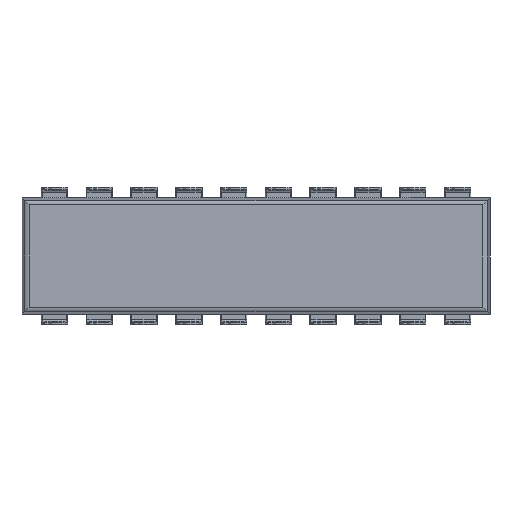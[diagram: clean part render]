
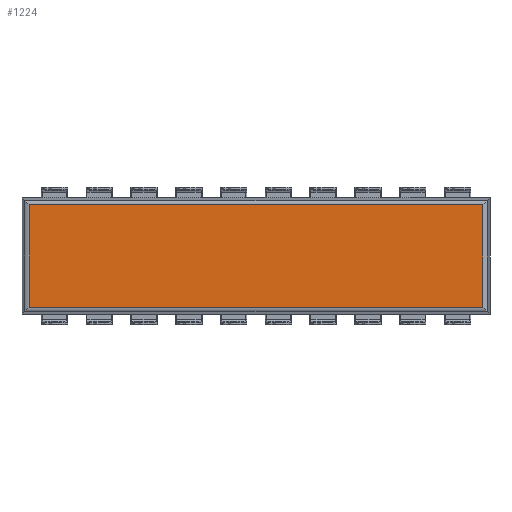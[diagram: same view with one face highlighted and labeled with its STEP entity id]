
A CAD part, front view. The second image highlights one B-rep face of the part: STEP entity #1224.
In plain terms, the highlighted face is planar.
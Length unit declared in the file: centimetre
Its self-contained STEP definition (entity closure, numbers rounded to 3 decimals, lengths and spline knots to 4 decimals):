
#91 = EDGE_CURVE ( 'NONE', #4447, #904, #588, .T. ) ;
#97 = ORIENTED_EDGE ( 'NONE', *, *, #720, .T. ) ;
#134 = EDGE_LOOP ( 'NONE', ( #1017, #97, #4080, #721 ) ) ;
#502 = FACE_OUTER_BOUND ( 'NONE', #134, .T. ) ;
#561 = VERTEX_POINT ( 'NONE', #2004 ) ;
#588 = LINE ( 'NONE', #4849, #4480 ) ;
#720 = EDGE_CURVE ( 'NONE', #904, #3711, #3571, .T. ) ;
#721 = ORIENTED_EDGE ( 'NONE', *, *, #4033, .T. ) ;
#822 = CARTESIAN_POINT ( 'NONE',  ( 0., 0.29, 0.038 ) ) ;
#904 = VERTEX_POINT ( 'NONE', #3765 ) ;
#981 = CARTESIAN_POINT ( 'NONE',  ( 0., -0.29, 0.038 ) ) ;
#1017 = ORIENTED_EDGE ( 'NONE', *, *, #91, .T. ) ;
#1146 = CARTESIAN_POINT ( 'NONE',  ( 1.287, 0.29, 0.038 ) ) ;
#1186 = VECTOR ( 'NONE', #2513, 100. ) ;
#1224 = ADVANCED_FACE ( 'NONE', ( #502 ), #3911, .T. ) ;
#1572 = EDGE_CURVE ( 'NONE', #3711, #561, #2196, .T. ) ;
#2004 = CARTESIAN_POINT ( 'NONE',  ( -1.287, 0.29, 0.038 ) ) ;
#2039 = CARTESIAN_POINT ( 'NONE',  ( 0., -0.33, 0.038 ) ) ;
#2196 = LINE ( 'NONE', #2897, #1186 ) ;
#2368 = VECTOR ( 'NONE', #3836, 100. ) ;
#2416 = DIRECTION ( 'NONE',  ( -1., 0., 0. ) ) ;
#2513 = DIRECTION ( 'NONE',  ( 0., 1., 0. ) ) ;
#2562 = VECTOR ( 'NONE', #4002, 100. ) ;
#2897 = CARTESIAN_POINT ( 'NONE',  ( -1.287, -0.33, 0.038 ) ) ;
#3355 = LINE ( 'NONE', #822, #2368 ) ;
#3571 = LINE ( 'NONE', #981, #2562 ) ;
#3711 = VERTEX_POINT ( 'NONE', #3833 ) ;
#3765 = CARTESIAN_POINT ( 'NONE',  ( 1.287, -0.29, 0.038 ) ) ;
#3833 = CARTESIAN_POINT ( 'NONE',  ( -1.287, -0.29, 0.038 ) ) ;
#3836 = DIRECTION ( 'NONE',  ( 1., 0., 0. ) ) ;
#3911 = PLANE ( 'NONE',  #4469 ) ;
#4002 = DIRECTION ( 'NONE',  ( -1., 0., 0. ) ) ;
#4033 = EDGE_CURVE ( 'NONE', #561, #4447, #3355, .T. ) ;
#4080 = ORIENTED_EDGE ( 'NONE', *, *, #1572, .T. ) ;
#4435 = DIRECTION ( 'NONE',  ( 0., -1., 0. ) ) ;
#4447 = VERTEX_POINT ( 'NONE', #1146 ) ;
#4469 = AXIS2_PLACEMENT_3D ( 'NONE', #2039, #4711, #2416 ) ;
#4480 = VECTOR ( 'NONE', #4435, 100. ) ;
#4711 = DIRECTION ( 'NONE',  ( 0., 0., -1. ) ) ;
#4849 = CARTESIAN_POINT ( 'NONE',  ( 1.287, -0.33, 0.038 ) ) ;
